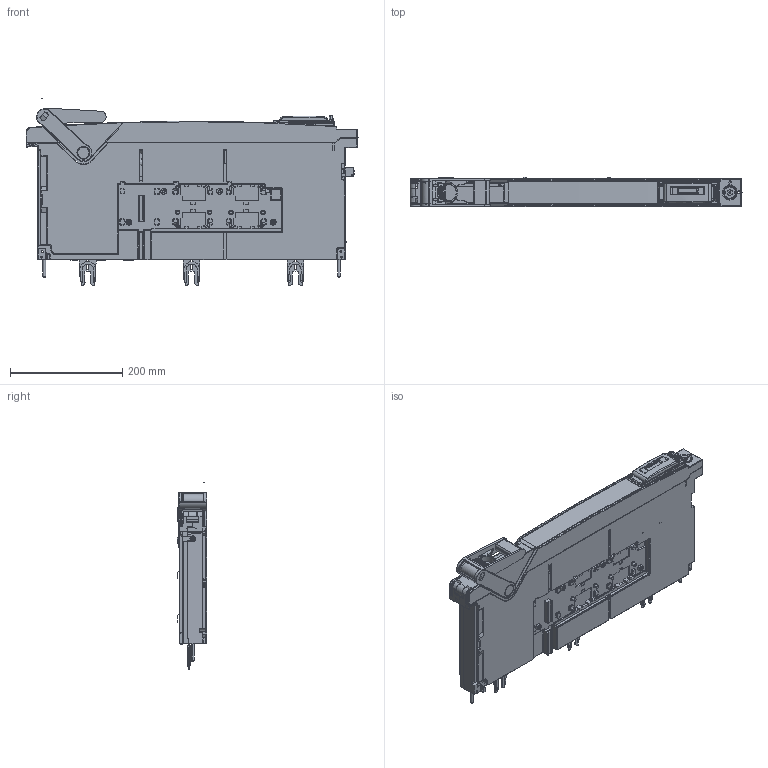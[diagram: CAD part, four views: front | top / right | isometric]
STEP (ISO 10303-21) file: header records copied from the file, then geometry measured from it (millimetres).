
FILE_DESCRIPTION((''),'2;1');
FILE_NAME('XRG00-185-10-3P-ITS2_D','2023-01-08T22:12:51',('sarey'),(''),'CREO PARAMETRIC BY PTC INC, 2017260','CREO PARAMETRIC BY PTC INC, 2017260','');
FILE_SCHEMA(('AUTOMOTIVE_DESIGN { 1 0 10303 214 1 1 1 1 }'));
Products named in the file (1): XRG00-185-10-3P-ITS2_D
Bounding box: 591.48 x 52.18 x 333.18 mm (x, y, z)
Surface area: 563067.5 mm2 (no closed solid volume)
Topology: 0 solids, 183 shells, 7000 faces, 21239 edges, 14346 vertices
Faces by surface type: plane 3348, cylinder 2007, bspline 553, extrusion 360, torus 314, cone 286, sphere 130, revolution 2
Entity records: 344066 total; most frequent: CARTESIAN_POINT 118559, ORIENTED_EDGE 38180, DIRECTION 32050, EDGE_CURVE 21072, VERTEX_POINT 14341, VECTOR 11988, LINE 11628, AXIS2_PLACEMENT_3D 10030
